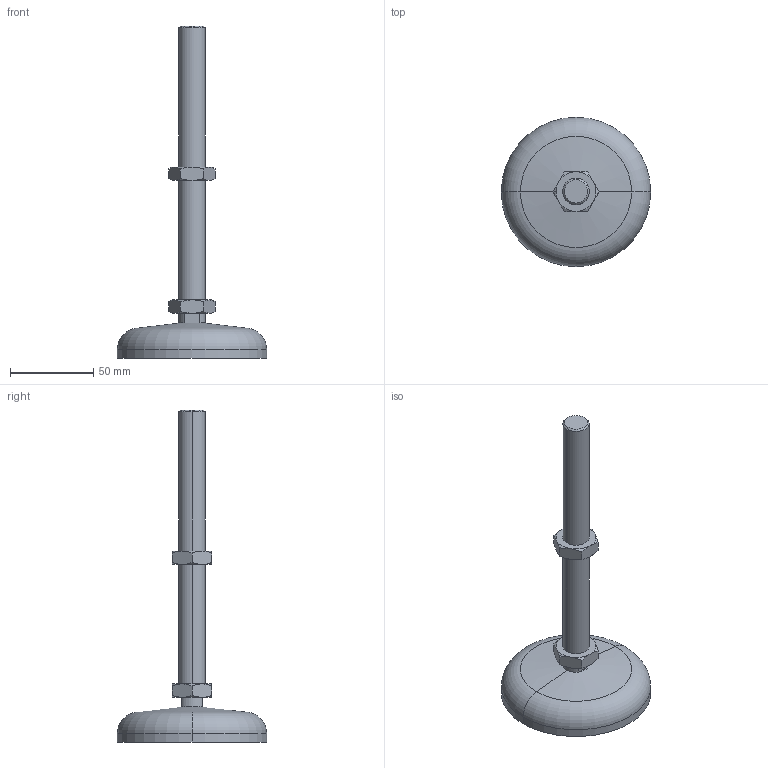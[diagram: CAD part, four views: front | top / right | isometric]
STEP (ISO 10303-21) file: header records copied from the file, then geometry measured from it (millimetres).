
FILE_DESCRIPTION (( 'STEP AP203' ), '1' );
FILE_NAME ('3_842_527_186_Bosch.step', '2024-06-10T08:21:43', ( '' ), ( '' ), 'SwSTEP 2.0', 'SolidWorks 2014', '' );
FILE_SCHEMA (( 'CONFIG_CONTROL_DESIGN' ));
Length unit declared in the file: millimetre
Products named in the file (1): 3_842_527_186_Bosch
Bounding box: 90 x 90 x 200 mm (x, y, z)
Volume: 83638.8 mm3; surface area: 29668 mm2
Topology: 1 solids, 2 shells, 89 faces, 194 edges, 111 vertices
Faces by surface type: cone 36, plane 25, cylinder 19, sphere 5, torus 4
Entity records: 2624 total; most frequent: CARTESIAN_POINT 670, DIRECTION 403, ORIENTED_EDGE 378, EDGE_CURVE 189, AXIS2_PLACEMENT_3D 176, VERTEX_POINT 111, EDGE_LOOP 98, ADVANCED_FACE 89
